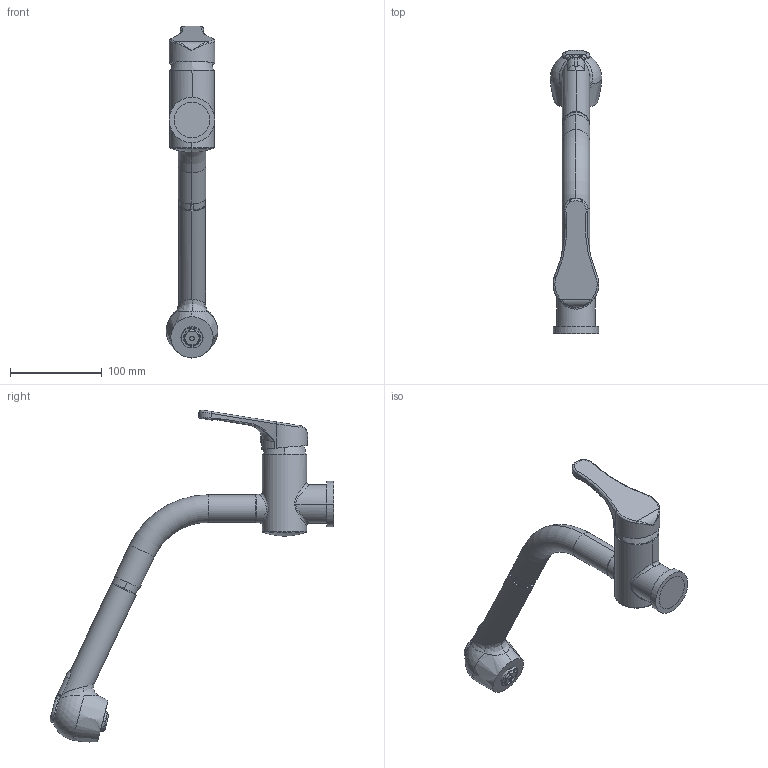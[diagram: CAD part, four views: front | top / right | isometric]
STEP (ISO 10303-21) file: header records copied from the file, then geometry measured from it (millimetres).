
FILE_DESCRIPTION((''),'2;1');
FILE_NAME('NT185CR','2021-11-10T10:58:56',('ut3'),('PAFFONI SpA'),'CREO PARAMETRIC BY PTC INC, 2020044','CREO PARAMETRIC BY PTC INC, 2020044','');
FILE_SCHEMA(('CONFIG_CONTROL_DESIGN','SHAPE_APPEARANCE_LAYERS_GROUPS'));
Length unit declared in the file: millimetre
Products named in the file (1): NT185CR
Bounding box: 55.77 x 308.84 x 361.08 mm (x, y, z)
Surface area: 85550.5 mm2 (no closed solid volume)
Topology: 0 solids, 22 shells, 177 faces, 448 edges, 280 vertices
Faces by surface type: bspline 56, cylinder 48, plane 46, torus 16, sphere 8, cone 3
Entity records: 10522 total; most frequent: CARTESIAN_POINT 5216, ORIENTED_EDGE 784, DIRECTION 733, EDGE_CURVE 444, AXIS2_PLACEMENT_3D 307, VERTEX_POINT 280, FILL_AREA_STYLE_COLOUR 221, FILL_AREA_STYLE 221
